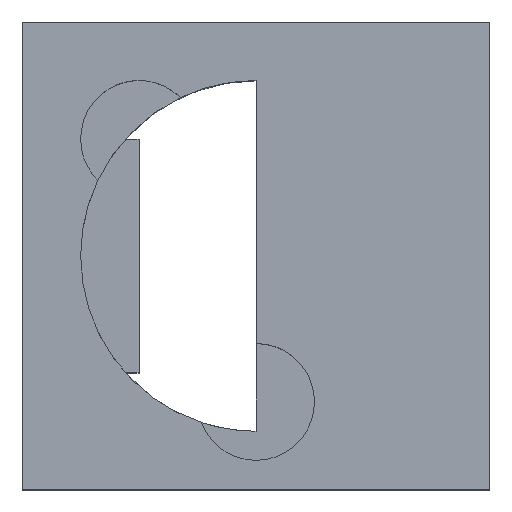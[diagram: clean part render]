
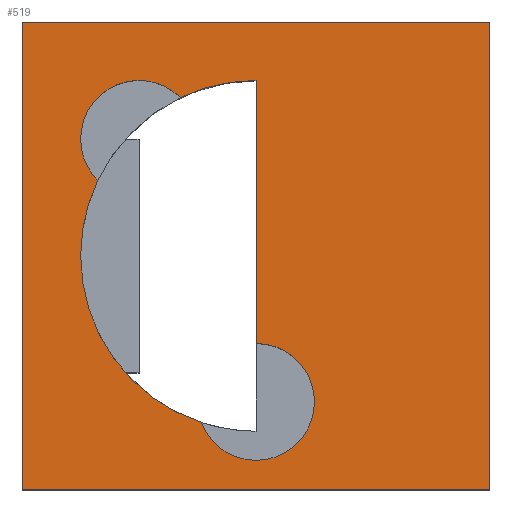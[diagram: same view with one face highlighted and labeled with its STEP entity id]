
A CAD part, top view. The second image highlights one B-rep face of the part: STEP entity #519.
In plain terms, the highlighted planar face has unit normal (0, 0, 1).
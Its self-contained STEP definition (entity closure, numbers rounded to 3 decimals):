
#220=CARTESIAN_POINT('POINT19',(-40.,-40.,20.));
#221=VERTEX_POINT('VERTEX19',#220);
#228=CARTESIAN_POINT('POINT20',(-40.,40.,20.));
#229=VERTEX_POINT('VERTEX20',#228);
#230=CARTESIAN_POINT('POS27',(-40.,0.,20.));
#231=DIRECTION('DIR37',(0.,-1.,0.));
#232=VECTOR('VEC17',#231,1.);
#233=LINE('STRAIGHT17',#230,#232);
#234=EDGE_CURVE('EDGE24',#229,#221,#233,.T.);
#252=CARTESIAN_POINT('POINT21',(40.,40.,20.));
#253=VERTEX_POINT('VERTEX21',#252);
#254=CARTESIAN_POINT('POS30',(0.,40.,20.));
#255=DIRECTION('DIR41',(-1.,0.,0.));
#256=VECTOR('VEC19',#255,1.);
#257=LINE('STRAIGHT19',#254,#256);
#258=EDGE_CURVE('EDGE26',#253,#229,#257,.T.);
#274=CARTESIAN_POINT('POINT22',(40.,-40.,20.));
#275=VERTEX_POINT('VERTEX22',#274);
#284=CARTESIAN_POINT('POS34',(40.,0.,20.));
#285=DIRECTION('DIR46',(0.,1.,0.));
#286=VECTOR('VEC22',#285,1.);
#287=LINE('STRAIGHT22',#284,#286);
#288=EDGE_CURVE('EDGE29',#275,#253,#287,.T.);
#298=CARTESIAN_POINT('POS36',(0.,-40.,20.));
#299=DIRECTION('DIR49',(1.,0.,0.));
#300=VECTOR('VEC23',#299,1.);
#301=LINE('STRAIGHT23',#298,#300);
#302=EDGE_CURVE('EDGE30',#221,#275,#301,.T.);
#315=CARTESIAN_POINT('POINT23',(-30.,0.,20.
   ));
#316=VERTEX_POINT('VERTEX23',#315);
#326=CARTESIAN_POINT('POINT24',(0.,30.,20.));
#327=VERTEX_POINT('VERTEX24',#326);
#334=CARTESIAN_POINT('POINT25',(-12.929,
   27.071,20.));
#335=VERTEX_POINT('VERTEX25',#334);
#336=CARTESIAN_POINT('POS40',(0.,0.,20.));
#337=DIRECTION('DIR54',(0.,0.,-1.));
#338=DIRECTION('DIR55',(1.,0.,0.));
#339=AXIS2_PLACEMENT_3D('AXIS15',#336,#337,#338);
#340=CIRCLE('ELLIPSE5',#339,30.);
#341=EDGE_CURVE('EDGE33',#335,#327,#340,.T.);
#350=CARTESIAN_POINT('POINT26',(-27.071,
   12.929,20.));
#351=VERTEX_POINT('VERTEX26',#350);
#358=EDGE_CURVE('EDGE36',#316,#351,#340,.T.);
#368=CARTESIAN_POINT('POINT27',(-30.,20.,20.));
#369=VERTEX_POINT('VERTEX27',#368);
#378=CARTESIAN_POINT('POS45',(-20.,20.,20.));
#379=DIRECTION('DIR61',(0.,0.,-1.));
#380=DIRECTION('DIR62',(1.,0.,0.));
#381=AXIS2_PLACEMENT_3D('AXIS17',#378,#379,#380);
#382=CIRCLE('ELLIPSE6',#381,10.);
#383=EDGE_CURVE('EDGE38',#369,#335,#382,.T.);
#394=EDGE_CURVE('EDGE39',#351,#369,#382,.T.);
#402=CARTESIAN_POINT('POINT28',(-9.367,-28.5,
   20.));
#403=VERTEX_POINT('VERTEX28',#402);
#404=EDGE_CURVE('EDGE40',#403,#316,#340,.T.);
#463=CARTESIAN_POINT('POINT33',(0.,-15.,20.));
#464=VERTEX_POINT('VERTEX33',#463);
#471=CARTESIAN_POINT('POS54',(0.,0.,20.));
#472=DIRECTION('DIR75',(0.,-1.,0.));
#473=VECTOR('VEC33',#472,1.);
#474=LINE('STRAIGHT33',#471,#473);
#475=EDGE_CURVE('EDGE48',#327,#464,#474,.T.);
#489=ORIENTED_EDGE('COEDGE83',*,*,#394,.T.);
#490=ORIENTED_EDGE('COEDGE84',*,*,#383,.T.);
#491=ORIENTED_EDGE('COEDGE85',*,*,#341,.T.);
#492=ORIENTED_EDGE('COEDGE86',*,*,#475,.T.);
#493=CARTESIAN_POINT('POINT34',(10.,-25.,20.));
#494=VERTEX_POINT('VERTEX34',#493);
#495=CARTESIAN_POINT('POS56',(0.,-25.,20.));
#496=DIRECTION('DIR78',(0.,0.,-1.));
#497=DIRECTION('DIR79',(1.,0.,0.));
#498=AXIS2_PLACEMENT_3D('AXIS23',#495,#496,#497);
#499=CIRCLE('ELLIPSE9',#498,10.);
#500=EDGE_CURVE('EDGE49',#464,#494,#499,.T.);
#501=ORIENTED_EDGE('COEDGE87',*,*,#500,.T.);
#502=EDGE_CURVE('EDGE50',#494,#403,#499,.T.);
#503=ORIENTED_EDGE('COEDGE88',*,*,#502,.T.);
#504=ORIENTED_EDGE('COEDGE89',*,*,#404,.T.);
#505=ORIENTED_EDGE('COEDGE90',*,*,#358,.T.);
#506=EDGE_LOOP('NONE',(#489,#490,#491,#492,#501,#503,#504,#505));
#507=FACE_BOUND('LOOP1',#506,.T.);
#508=ORIENTED_EDGE('COEDGE91',*,*,#302,.T.);
#509=ORIENTED_EDGE('COEDGE92',*,*,#288,.T.);
#510=ORIENTED_EDGE('COEDGE93',*,*,#258,.T.);
#511=ORIENTED_EDGE('COEDGE94',*,*,#234,.T.);
#512=EDGE_LOOP('NONE',(#508,#509,#510,#511));
#513=FACE_BOUND('LOOP1',#512,.T.);
#514=CARTESIAN_POINT('POS57',(0.,0.,20.));
#515=DIRECTION('DIR80',(0.,0.,1.));
#516=DIRECTION('DIR81',(1.,0.,0.));
#517=AXIS2_PLACEMENT_3D('AXIS24',#514,#515,#516);
#518=PLANE('PLANE13',#517);
#519=ADVANCED_FACE('FACE17',(#507,#513),#518,.T.);
